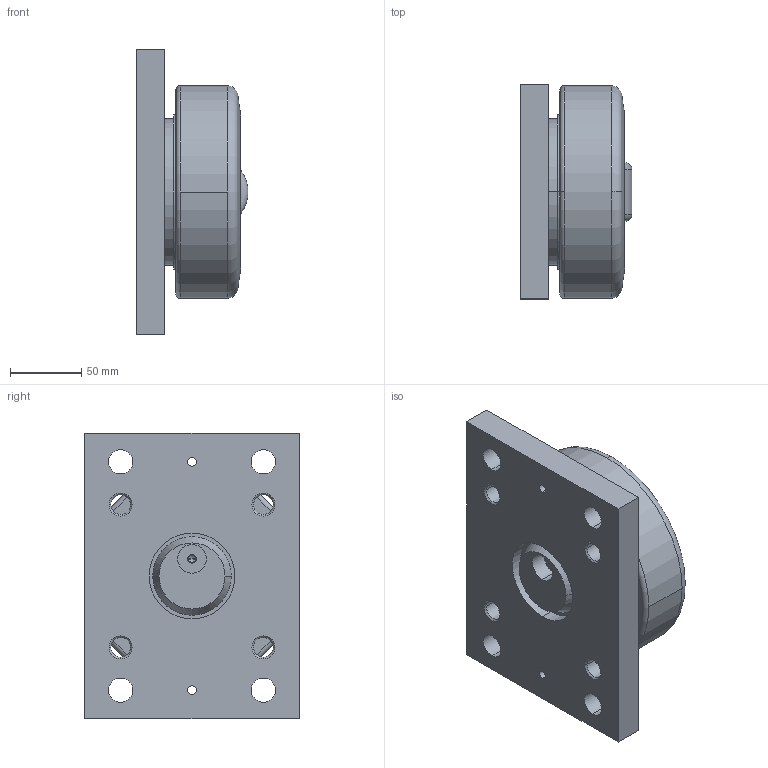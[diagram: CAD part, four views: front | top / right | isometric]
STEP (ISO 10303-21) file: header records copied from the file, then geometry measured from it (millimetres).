
FILE_DESCRIPTION(('STEP AP214'),'1');
FILE_NAME('4_063_HT_AP_6.stp','2016-05-28T11:25:12',('TraceParts'),('TraceParts S.A.'),'Spatial InterOp 3D',' ',' ');
FILE_SCHEMA(('automotive_design'));
Length unit declared in the file: millimetre
Products named in the file (1): 1
Bounding box: 78.5 x 150 x 200 mm (x, y, z)
Volume: 1403152.6 mm3; surface area: 123140.7 mm2
Topology: 1 solids, 1 shells, 92 faces, 222 edges, 140 vertices
Faces by surface type: cylinder 38, cone 26, plane 22, torus 6
Entity records: 2926 total; most frequent: CARTESIAN_POINT 637, DIRECTION 517, ORIENTED_EDGE 440, EDGE_CURVE 220, AXIS2_PLACEMENT_3D 212, VERTEX_POINT 140, EDGE_LOOP 122, CIRCLE 119
